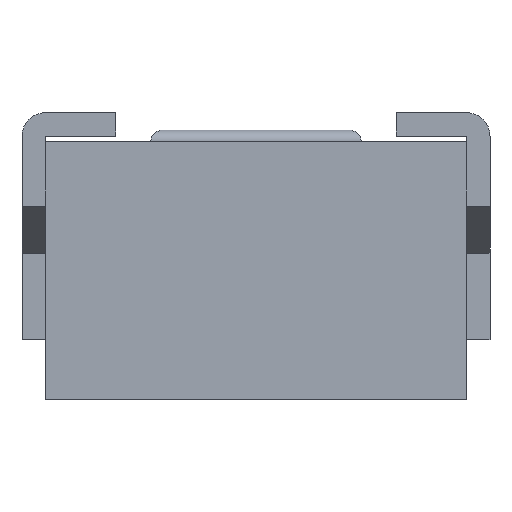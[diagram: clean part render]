
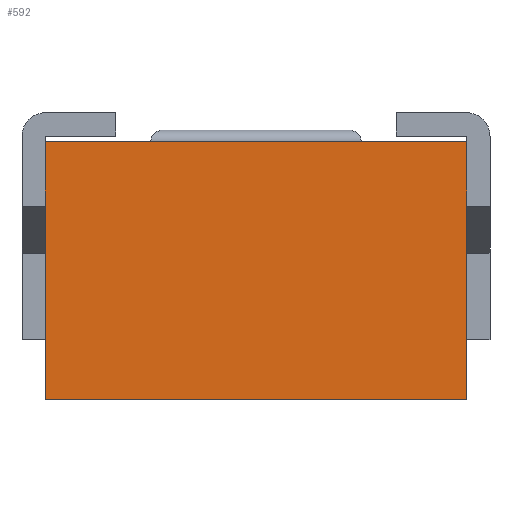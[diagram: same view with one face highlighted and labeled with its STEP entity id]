
A CAD part, left-side view. The second image highlights one B-rep face of the part: STEP entity #592.
In plain terms, the highlighted planar face has unit normal (-1, 0, 0).
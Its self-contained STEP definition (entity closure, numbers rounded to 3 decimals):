
#1=DIRECTION('',(0.,0.,1.));
#2=VECTOR('',#1,1.1);
#3=CARTESIAN_POINT('',(-0.635,0.9,-0.6));
#4=LINE('',#3,#2);
#5=DIRECTION('',(0.,-1.,0.));
#6=VECTOR('',#5,1.8);
#7=CARTESIAN_POINT('',(-0.635,0.9,0.5));
#8=LINE('',#7,#6);
#9=DIRECTION('',(0.,0.,-1.));
#10=VECTOR('',#9,1.1);
#11=CARTESIAN_POINT('',(-0.635,-0.9,0.5));
#12=LINE('',#11,#10);
#13=DIRECTION('',(0.,1.,0.));
#14=VECTOR('',#13,1.8);
#15=CARTESIAN_POINT('',(-0.635,-0.9,-0.6));
#16=LINE('',#15,#14);
#449=CARTESIAN_POINT('',(-0.635,0.9,-0.6));
#450=CARTESIAN_POINT('',(-0.635,0.9,0.5));
#451=VERTEX_POINT('',#449);
#452=VERTEX_POINT('',#450);
#453=CARTESIAN_POINT('',(-0.635,-0.9,0.5));
#454=VERTEX_POINT('',#453);
#455=CARTESIAN_POINT('',(-0.635,-0.9,-0.6));
#456=VERTEX_POINT('',#455);
#577=CARTESIAN_POINT('',(-0.635,0.,0.));
#578=DIRECTION('',(1.,0.,0.));
#579=DIRECTION('',(0.,-1.,0.));
#580=AXIS2_PLACEMENT_3D('',#577,#578,#579);
#581=PLANE('',#580);
#583=ORIENTED_EDGE('',*,*,#582,.T.);
#585=ORIENTED_EDGE('',*,*,#584,.T.);
#587=ORIENTED_EDGE('',*,*,#586,.T.);
#589=ORIENTED_EDGE('',*,*,#588,.T.);
#590=EDGE_LOOP('',(#583,#585,#587,#589));
#591=FACE_OUTER_BOUND('',#590,.F.);
#582=EDGE_CURVE('',#451,#452,#4,.T.);
#584=EDGE_CURVE('',#452,#454,#8,.T.);
#586=EDGE_CURVE('',#454,#456,#12,.T.);
#588=EDGE_CURVE('',#456,#451,#16,.T.);
#592=ADVANCED_FACE('',(#591),#581,.F.);
